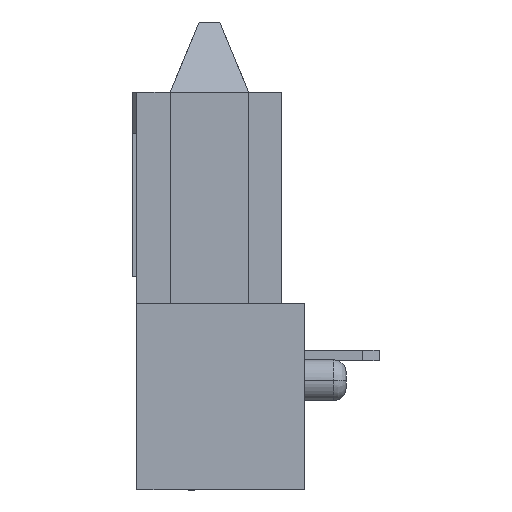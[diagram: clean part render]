
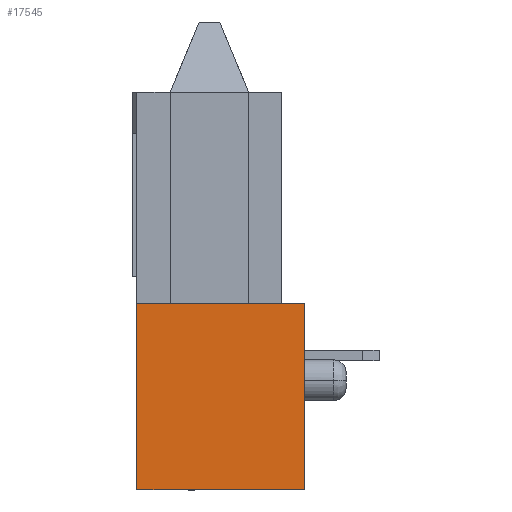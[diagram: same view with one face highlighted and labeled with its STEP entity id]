
A CAD part, left-side view. The second image highlights one B-rep face of the part: STEP entity #17545.
In plain terms, the highlighted planar face has unit normal (-1, 0, 0).
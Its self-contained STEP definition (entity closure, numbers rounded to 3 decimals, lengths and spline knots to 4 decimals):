
#1109=DIRECTION('',(0.,1.,0.));
#1110=VECTOR('',#1109,4.05);
#1111=CARTESIAN_POINT('',(-27.8,-2.3,0.));
#1112=LINE('',#1111,#1110);
#1113=DIRECTION('',(0.,0.,1.));
#1114=VECTOR('',#1113,4.5);
#1115=CARTESIAN_POINT('',(-27.8,1.75,0.));
#1116=LINE('',#1115,#1114);
#1117=DIRECTION('',(0.,-1.,0.));
#1118=VECTOR('',#1117,4.05);
#1119=CARTESIAN_POINT('',(-27.8,1.75,4.5));
#1120=LINE('',#1119,#1118);
#1121=DIRECTION('',(0.,0.,-1.));
#1122=VECTOR('',#1121,4.5);
#1123=CARTESIAN_POINT('',(-27.8,-2.3,4.5));
#1124=LINE('',#1123,#1122);
#11842=CARTESIAN_POINT('',(-27.8,1.75,0.));
#11843=VERTEX_POINT('',#11842);
#11844=CARTESIAN_POINT('',(-27.8,-2.3,0.));
#11845=VERTEX_POINT('',#11844);
#13322=CARTESIAN_POINT('',(-27.8,-2.3,4.5));
#13323=VERTEX_POINT('',#13322);
#13324=CARTESIAN_POINT('',(-27.8,1.75,4.5));
#13325=VERTEX_POINT('',#13324);
#17533=CARTESIAN_POINT('',(-27.8,-0.275,2.25));
#17534=DIRECTION('',(1.,0.,0.));
#17535=DIRECTION('',(0.,-1.,0.));
#17536=AXIS2_PLACEMENT_3D('',#17533,#17534,#17535);
#17537=PLANE('',#17536);
#17538=ORIENTED_EDGE('',*,*,#17490,.T.);
#17539=ORIENTED_EDGE('',*,*,#16957,.T.);
#17540=ORIENTED_EDGE('',*,*,#17420,.T.);
#17542=ORIENTED_EDGE('',*,*,#17541,.T.);
#17543=EDGE_LOOP('',(#17538,#17539,#17540,#17542));
#17544=FACE_OUTER_BOUND('',#17543,.F.);
#17545=ADVANCED_FACE('',(#17544),#17537,.F.);
#16957=EDGE_CURVE('',#11843,#13325,#1116,.T.);
#17420=EDGE_CURVE('',#13325,#13323,#1120,.T.);
#17490=EDGE_CURVE('',#11845,#11843,#1112,.T.);
#17541=EDGE_CURVE('',#13323,#11845,#1124,.T.);
